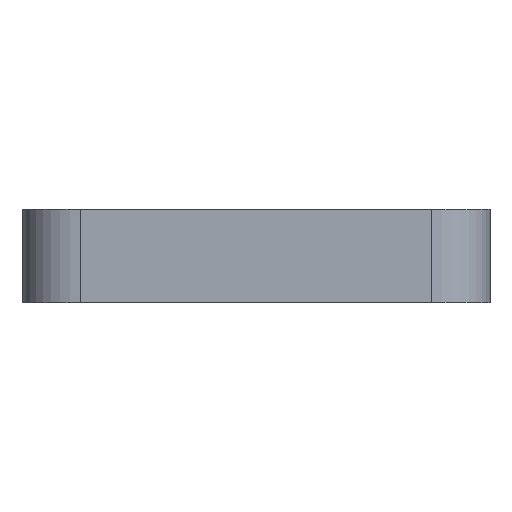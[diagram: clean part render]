
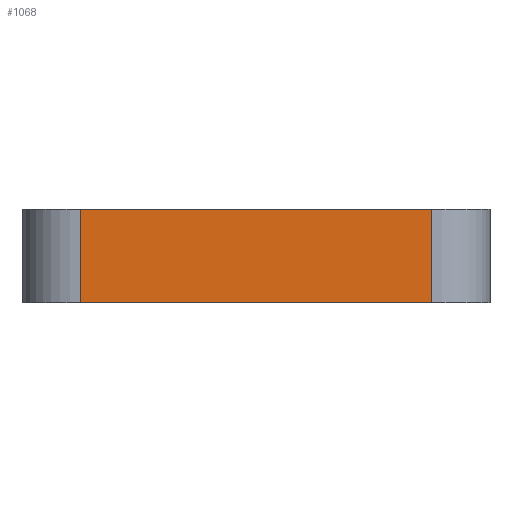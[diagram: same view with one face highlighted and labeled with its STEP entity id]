
A CAD part, front view. The second image highlights one B-rep face of the part: STEP entity #1068.
In plain terms, the highlighted planar face has unit normal (0, -1, 0).
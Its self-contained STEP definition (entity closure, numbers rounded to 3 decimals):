
#83 = PLANE('',#84);
#84 = AXIS2_PLACEMENT_3D('',#85,#86,#87);
#85 = CARTESIAN_POINT('',(0.,0.,1.6));
#86 = DIRECTION('',(0.,0.,1.));
#87 = DIRECTION('',(1.,0.,0.));
#137 = PLANE('',#138);
#138 = AXIS2_PLACEMENT_3D('',#139,#140,#141);
#139 = CARTESIAN_POINT('',(0.,0.,
    0.));
#140 = DIRECTION('',(0.,0.,1.));
#141 = DIRECTION('',(1.,0.,0.));
#334 = VERTEX_POINT('',#335);
#335 = CARTESIAN_POINT('',(-3.,-15.,0.));
#350 = CYLINDRICAL_SURFACE('',#351,1.);
#351 = AXIS2_PLACEMENT_3D('',#352,#353,#354);
#352 = CARTESIAN_POINT('',(-3.,-14.,0.));
#353 = DIRECTION('',(0.,0.,-1.));
#354 = DIRECTION('',(1.,0.,0.));
#362 = EDGE_CURVE('',#334,#363,#365,.T.);
#363 = VERTEX_POINT('',#364);
#364 = CARTESIAN_POINT('',(3.,-15.,0.));
#365 = SURFACE_CURVE('',#366,(#370,#377),.PCURVE_S1.);
#366 = LINE('',#367,#368);
#367 = CARTESIAN_POINT('',(-3.,-15.,0.));
#368 = VECTOR('',#369,1.);
#369 = DIRECTION('',(1.,0.,0.));
#370 = PCURVE('',#137,#371);
#371 = DEFINITIONAL_REPRESENTATION('',(#372),#376);
#372 = LINE('',#373,#374);
#373 = CARTESIAN_POINT('',(-3.,-15.));
#374 = VECTOR('',#375,1.);
#375 = DIRECTION('',(1.,0.));
#376 = ( GEOMETRIC_REPRESENTATION_CONTEXT(2) 
PARAMETRIC_REPRESENTATION_CONTEXT() REPRESENTATION_CONTEXT('2D SPACE',''
  ) );
#377 = PCURVE('',#378,#383);
#378 = PLANE('',#379);
#379 = AXIS2_PLACEMENT_3D('',#380,#381,#382);
#380 = CARTESIAN_POINT('',(-3.,-15.,0.));
#381 = DIRECTION('',(0.,1.,0.));
#382 = DIRECTION('',(1.,0.,0.));
#383 = DEFINITIONAL_REPRESENTATION('',(#384),#388);
#384 = LINE('',#385,#386);
#385 = CARTESIAN_POINT('',(0.,0.));
#386 = VECTOR('',#387,1.);
#387 = DIRECTION('',(1.,0.));
#388 = ( GEOMETRIC_REPRESENTATION_CONTEXT(2) 
PARAMETRIC_REPRESENTATION_CONTEXT() REPRESENTATION_CONTEXT('2D SPACE',''
  ) );
#407 = CYLINDRICAL_SURFACE('',#408,1.);
#408 = AXIS2_PLACEMENT_3D('',#409,#410,#411);
#409 = CARTESIAN_POINT('',(3.,-14.,0.));
#410 = DIRECTION('',(0.,0.,-1.));
#411 = DIRECTION('',(1.,0.,0.));
#687 = VERTEX_POINT('',#688);
#688 = CARTESIAN_POINT('',(-3.,-15.,1.6));
#710 = EDGE_CURVE('',#687,#711,#713,.T.);
#711 = VERTEX_POINT('',#712);
#712 = CARTESIAN_POINT('',(3.,-15.,1.6));
#713 = SURFACE_CURVE('',#714,(#718,#725),.PCURVE_S1.);
#714 = LINE('',#715,#716);
#715 = CARTESIAN_POINT('',(-3.,-15.,1.6));
#716 = VECTOR('',#717,1.);
#717 = DIRECTION('',(1.,0.,0.));
#718 = PCURVE('',#83,#719);
#719 = DEFINITIONAL_REPRESENTATION('',(#720),#724);
#720 = LINE('',#721,#722);
#721 = CARTESIAN_POINT('',(-3.,-15.));
#722 = VECTOR('',#723,1.);
#723 = DIRECTION('',(1.,0.));
#724 = ( GEOMETRIC_REPRESENTATION_CONTEXT(2) 
PARAMETRIC_REPRESENTATION_CONTEXT() REPRESENTATION_CONTEXT('2D SPACE',''
  ) );
#725 = PCURVE('',#378,#726);
#726 = DEFINITIONAL_REPRESENTATION('',(#727),#731);
#727 = LINE('',#728,#729);
#728 = CARTESIAN_POINT('',(0.,-1.6));
#729 = VECTOR('',#730,1.);
#730 = DIRECTION('',(1.,0.));
#731 = ( GEOMETRIC_REPRESENTATION_CONTEXT(2) 
PARAMETRIC_REPRESENTATION_CONTEXT() REPRESENTATION_CONTEXT('2D SPACE',''
  ) );
#1018 = EDGE_CURVE('',#363,#711,#1019,.T.);
#1019 = SURFACE_CURVE('',#1020,(#1024,#1031),.PCURVE_S1.);
#1020 = LINE('',#1021,#1022);
#1021 = CARTESIAN_POINT('',(3.,-15.,0.));
#1022 = VECTOR('',#1023,1.);
#1023 = DIRECTION('',(0.,0.,1.));
#1024 = PCURVE('',#407,#1025);
#1025 = DEFINITIONAL_REPRESENTATION('',(#1026),#1030);
#1026 = LINE('',#1027,#1028);
#1027 = CARTESIAN_POINT('',(-4.712,0.));
#1028 = VECTOR('',#1029,1.);
#1029 = DIRECTION('',(0.,-1.));
#1030 = ( GEOMETRIC_REPRESENTATION_CONTEXT(2) 
PARAMETRIC_REPRESENTATION_CONTEXT() REPRESENTATION_CONTEXT('2D SPACE',''
  ) );
#1031 = PCURVE('',#378,#1032);
#1032 = DEFINITIONAL_REPRESENTATION('',(#1033),#1037);
#1033 = LINE('',#1034,#1035);
#1034 = CARTESIAN_POINT('',(6.,0.));
#1035 = VECTOR('',#1036,1.);
#1036 = DIRECTION('',(0.,-1.));
#1037 = ( GEOMETRIC_REPRESENTATION_CONTEXT(2) 
PARAMETRIC_REPRESENTATION_CONTEXT() REPRESENTATION_CONTEXT('2D SPACE',''
  ) );
#1047 = EDGE_CURVE('',#334,#687,#1048,.T.);
#1048 = SURFACE_CURVE('',#1049,(#1053,#1060),.PCURVE_S1.);
#1049 = LINE('',#1050,#1051);
#1050 = CARTESIAN_POINT('',(-3.,-15.,0.));
#1051 = VECTOR('',#1052,1.);
#1052 = DIRECTION('',(0.,0.,1.));
#1053 = PCURVE('',#350,#1054);
#1054 = DEFINITIONAL_REPRESENTATION('',(#1055),#1059);
#1055 = LINE('',#1056,#1057);
#1056 = CARTESIAN_POINT('',(-4.712,0.));
#1057 = VECTOR('',#1058,1.);
#1058 = DIRECTION('',(0.,-1.));
#1059 = ( GEOMETRIC_REPRESENTATION_CONTEXT(2) 
PARAMETRIC_REPRESENTATION_CONTEXT() REPRESENTATION_CONTEXT('2D SPACE',''
  ) );
#1060 = PCURVE('',#378,#1061);
#1061 = DEFINITIONAL_REPRESENTATION('',(#1062),#1066);
#1062 = LINE('',#1063,#1064);
#1063 = CARTESIAN_POINT('',(0.,0.));
#1064 = VECTOR('',#1065,1.);
#1065 = DIRECTION('',(0.,-1.));
#1066 = ( GEOMETRIC_REPRESENTATION_CONTEXT(2) 
PARAMETRIC_REPRESENTATION_CONTEXT() REPRESENTATION_CONTEXT('2D SPACE',''
  ) );
#1068 = ADVANCED_FACE('',(#1069),#378,.F.);
#1069 = FACE_BOUND('',#1070,.F.);
#1070 = EDGE_LOOP('',(#1071,#1072,#1073,#1074));
#1071 = ORIENTED_EDGE('',*,*,#1047,.T.);
#1072 = ORIENTED_EDGE('',*,*,#710,.T.);
#1073 = ORIENTED_EDGE('',*,*,#1018,.F.);
#1074 = ORIENTED_EDGE('',*,*,#362,.F.);
